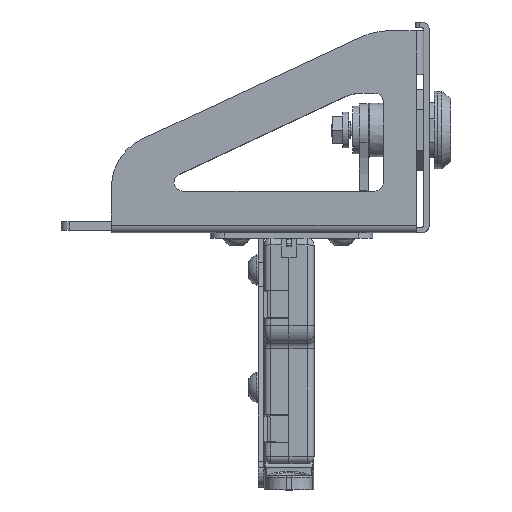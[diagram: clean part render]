
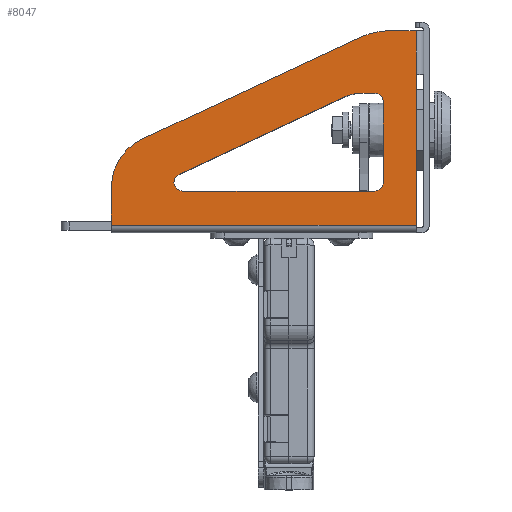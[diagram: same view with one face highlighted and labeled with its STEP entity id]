
A CAD part, top view. The second image highlights one B-rep face of the part: STEP entity #8047.
In plain terms, the highlighted planar face has unit normal (0, 0, 1).
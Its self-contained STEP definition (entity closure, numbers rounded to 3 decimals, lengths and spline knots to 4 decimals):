
#5828=FACE_BOUND('',#14954,.T.);
#5829=FACE_BOUND('',#14955,.T.);
#6856=CIRCLE('',#52555,0.125);
#6857=CIRCLE('',#52556,0.5);
#6858=CIRCLE('',#52557,0.125);
#6859=CIRCLE('',#52558,0.125);
#6860=CIRCLE('',#52559,0.75);
#6861=CIRCLE('',#52560,1.);
#8047=ADVANCED_FACE('',(#5828,#5829),#10870,.T.);
#10870=PLANE('',#52561);
#14954=EDGE_LOOP('',(#18536,#18537,#18538,#18539,#18540,#18541,#18542,#18543));
#14955=EDGE_LOOP('',(#18544,#18545,#18546,#18547,#18548,#18549,#18550,#18551));
#18536=ORIENTED_EDGE('',*,*,#37687,.F.);
#18537=ORIENTED_EDGE('',*,*,#37688,.T.);
#18538=ORIENTED_EDGE('',*,*,#37689,.F.);
#18539=ORIENTED_EDGE('',*,*,#37690,.T.);
#18540=ORIENTED_EDGE('',*,*,#37691,.F.);
#18541=ORIENTED_EDGE('',*,*,#37692,.T.);
#18542=ORIENTED_EDGE('',*,*,#37693,.F.);
#18543=ORIENTED_EDGE('',*,*,#37694,.T.);
#18544=ORIENTED_EDGE('',*,*,#37695,.T.);
#18545=ORIENTED_EDGE('',*,*,#37696,.T.);
#18546=ORIENTED_EDGE('',*,*,#37637,.T.);
#18547=ORIENTED_EDGE('',*,*,#37697,.T.);
#18548=ORIENTED_EDGE('',*,*,#37684,.T.);
#18549=ORIENTED_EDGE('',*,*,#37698,.T.);
#18550=ORIENTED_EDGE('',*,*,#37699,.T.);
#18551=ORIENTED_EDGE('',*,*,#37700,.T.);
#32654=VERTEX_POINT('',#67928);
#32655=VERTEX_POINT('',#67929);
#32692=VERTEX_POINT('',#68021);
#32693=VERTEX_POINT('',#68023);
#32694=VERTEX_POINT('',#68028);
#32695=VERTEX_POINT('',#68029);
#32696=VERTEX_POINT('',#68031);
#32697=VERTEX_POINT('',#68033);
#32698=VERTEX_POINT('',#68035);
#32699=VERTEX_POINT('',#68037);
#32700=VERTEX_POINT('',#68039);
#32701=VERTEX_POINT('',#68041);
#32702=VERTEX_POINT('',#68044);
#32703=VERTEX_POINT('',#68045);
#32704=VERTEX_POINT('',#68049);
#32705=VERTEX_POINT('',#68051);
#37637=EDGE_CURVE('',#32654,#32655,#44778,.T.);
#37684=EDGE_CURVE('',#32693,#32692,#44807,.T.);
#37687=EDGE_CURVE('',#32694,#32695,#44808,.T.);
#37688=EDGE_CURVE('',#32694,#32696,#6856,.T.);
#37689=EDGE_CURVE('',#32697,#32696,#44809,.T.);
#37690=EDGE_CURVE('',#32697,#32698,#6857,.T.);
#37691=EDGE_CURVE('',#32699,#32698,#44810,.T.);
#37692=EDGE_CURVE('',#32699,#32700,#6858,.T.);
#37693=EDGE_CURVE('',#32701,#32700,#44811,.T.);
#37694=EDGE_CURVE('',#32701,#32695,#6859,.T.);
#37695=EDGE_CURVE('',#32702,#32703,#44812,.T.);
#37696=EDGE_CURVE('',#32703,#32654,#6860,.T.);
#37697=EDGE_CURVE('',#32655,#32693,#44813,.T.);
#37698=EDGE_CURVE('',#32692,#32704,#44814,.T.);
#37699=EDGE_CURVE('',#32704,#32705,#44815,.T.);
#37700=EDGE_CURVE('',#32705,#32702,#6861,.T.);
#44778=LINE('',#67927,#48334);
#44807=LINE('',#68022,#48363);
#44808=LINE('',#68027,#48364);
#44809=LINE('',#68032,#48365);
#44810=LINE('',#68036,#48366);
#44811=LINE('',#68040,#48367);
#44812=LINE('',#68043,#48368);
#44813=LINE('',#68047,#48369);
#44814=LINE('',#68048,#48370);
#44815=LINE('',#68050,#48371);
#48334=VECTOR('',#56480,1.);
#48363=VECTOR('',#56563,1.);
#48364=VECTOR('',#56570,1.);
#48365=VECTOR('',#56573,1.);
#48366=VECTOR('',#56576,1.);
#48367=VECTOR('',#56579,1.);
#48368=VECTOR('',#56582,1.);
#48369=VECTOR('',#56585,1.);
#48370=VECTOR('',#56586,1.);
#48371=VECTOR('',#56587,1.);
#52555=AXIS2_PLACEMENT_3D('',#68030,#56571,#56572);
#52556=AXIS2_PLACEMENT_3D('',#68034,#56574,#56575);
#52557=AXIS2_PLACEMENT_3D('',#68038,#56577,#56578);
#52558=AXIS2_PLACEMENT_3D('',#68042,#56580,#56581);
#52559=AXIS2_PLACEMENT_3D('',#68046,#56583,#56584);
#52560=AXIS2_PLACEMENT_3D('',#68052,#56588,#56589);
#52561=AXIS2_PLACEMENT_3D('',#68053,#56590,#56591);
#56480=DIRECTION('',(0.,-1.,0.));
#56563=DIRECTION('',(0.,1.,0.));
#56570=DIRECTION('',(1.,0.,0.));
#56571=DIRECTION('',(0.,0.,-1.));
#56572=DIRECTION('',(1.,0.,0.));
#56573=DIRECTION('',(-0.906,-0.423,0.));
#56574=DIRECTION('',(0.,0.,-1.));
#56575=DIRECTION('',(1.,0.,0.));
#56576=DIRECTION('',(-1.,0.,0.));
#56577=DIRECTION('',(0.,0.,-1.));
#56578=DIRECTION('',(1.,0.,0.));
#56579=DIRECTION('',(0.,1.,0.));
#56580=DIRECTION('',(0.,0.,-1.));
#56581=DIRECTION('',(1.,0.,0.));
#56582=DIRECTION('',(-0.906,-0.423,0.));
#56583=DIRECTION('',(0.,0.,1.));
#56584=DIRECTION('',(1.,0.,0.));
#56585=DIRECTION('',(1.,0.,0.));
#56586=DIRECTION('',(0.,1.,0.));
#56587=DIRECTION('',(-1.,0.,0.));
#56588=DIRECTION('',(0.,0.,1.));
#56589=DIRECTION('',(1.,0.,0.));
#56590=DIRECTION('',(0.,0.,1.));
#56591=DIRECTION('',(1.,0.,0.));
#67927=CARTESIAN_POINT('',(1.1569,-1.8266,3.3951));
#67928=CARTESIAN_POINT('',(1.1569,-4.0542,3.3951));
#67929=CARTESIAN_POINT('',(1.1569,-4.5966,3.3951));
#68021=CARTESIAN_POINT('',(5.4984,-2.4516,3.3951));
#68022=CARTESIAN_POINT('',(5.4984,-4.6405,3.3951));
#68023=CARTESIAN_POINT('',(5.4984,-4.5966,3.3951));
#68027=CARTESIAN_POINT('',(5.9317,-4.1126,3.3951));
#68028=CARTESIAN_POINT('',(2.1722,-4.1126,3.3951));
#68029=CARTESIAN_POINT('',(4.9054,-4.1126,3.3951));
#68030=CARTESIAN_POINT('',(2.1722,-3.9876,3.3951));
#68031=CARTESIAN_POINT('',(2.1193,-3.8743,3.3951));
#68032=CARTESIAN_POINT('',(3.6149,-3.1764,3.3951));
#68033=CARTESIAN_POINT('',(4.4975,-2.7645,3.3951));
#68034=CARTESIAN_POINT('',(4.7089,-3.2176,3.3951));
#68035=CARTESIAN_POINT('',(4.7089,-2.7176,3.3951));
#68036=CARTESIAN_POINT('',(5.9317,-2.7176,3.3951));
#68037=CARTESIAN_POINT('',(4.9054,-2.7176,3.3951));
#68038=CARTESIAN_POINT('',(4.9054,-2.8426,3.3951));
#68039=CARTESIAN_POINT('',(5.0304,-2.8426,3.3951));
#68040=CARTESIAN_POINT('',(5.0304,-8.141,3.3951));
#68041=CARTESIAN_POINT('',(5.0304,-3.9876,3.3951));
#68042=CARTESIAN_POINT('',(4.9054,-3.9876,3.3951));
#68043=CARTESIAN_POINT('',(3.3287,-2.5631,3.3951));
#68044=CARTESIAN_POINT('',(4.7059,-1.9204,3.3951));
#68045=CARTESIAN_POINT('',(1.5897,-3.3746,3.3951));
#68046=CARTESIAN_POINT('',(1.9069,-4.0542,3.3951));
#68047=CARTESIAN_POINT('',(1.1569,-4.5966,3.3951));
#68048=CARTESIAN_POINT('',(5.4984,-2.4516,3.3951));
#68049=CARTESIAN_POINT('',(5.4984,-1.8266,3.3951));
#68050=CARTESIAN_POINT('',(5.4984,-1.8266,3.3951));
#68051=CARTESIAN_POINT('',(5.1288,-1.8266,3.3951));
#68052=CARTESIAN_POINT('',(5.1288,-2.8266,3.3951));
#68053=CARTESIAN_POINT('',(5.9317,-8.141,3.3951));
